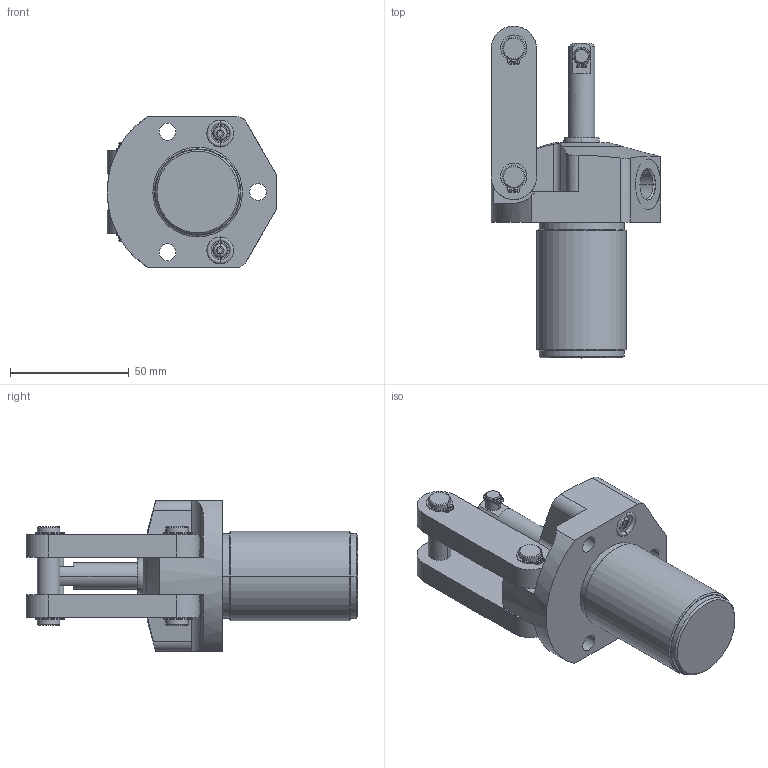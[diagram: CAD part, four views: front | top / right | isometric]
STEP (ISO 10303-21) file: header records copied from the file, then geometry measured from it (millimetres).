
FILE_DESCRIPTION((''),'2;1');
FILE_NAME('ILCM41662060','2006-02-17T',('KR'),(''),'PRO/ENGINEER BY PARAMETRIC TECHNOLOGY CORPORATION, 2004290','PRO/ENGINEER BY PARAMETRIC TECHNOLOGY CORPORATION, 2004290','');
FILE_SCHEMA(('AUTOMOTIVE_DESIGN_CC2 { 1 2 10303 214 -1 1 5 2 }'));
Length unit declared in the file: millimetre
Products named in the file (1): ILCM41662060
Bounding box: 71.42 x 139.7 x 63.5 mm (x, y, z)
Volume: 183218.6 mm3; surface area: 41126.8 mm2
Topology: 1 solids, 8 shells, 306 faces, 786 edges, 510 vertices
Faces by surface type: cylinder 139, plane 121, cone 36, torus 8, sphere 2
Entity records: 9747 total; most frequent: CARTESIAN_POINT 1873, DIRECTION 1719, ORIENTED_EDGE 1546, EDGE_CURVE 782, AXIS2_PLACEMENT_3D 667, VERTEX_POINT 510, VECTOR 385, LINE 385
